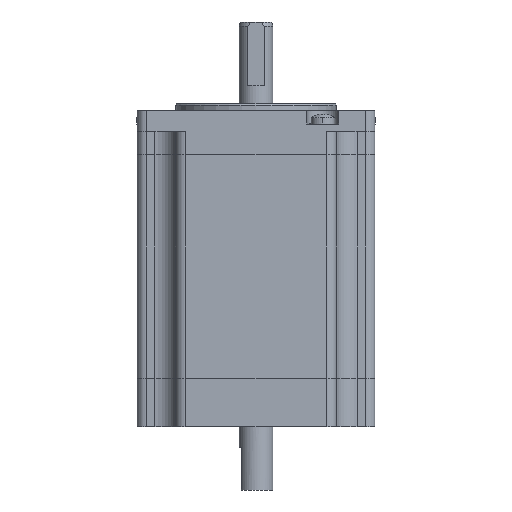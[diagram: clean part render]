
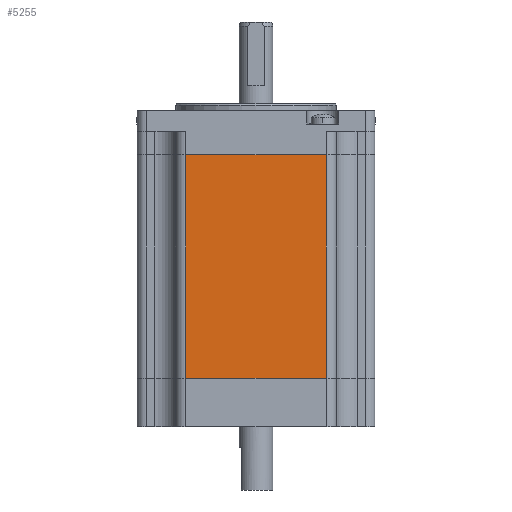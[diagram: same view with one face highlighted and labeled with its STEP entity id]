
A CAD part, front view. The second image highlights one B-rep face of the part: STEP entity #5255.
In plain terms, the highlighted planar face has unit normal (0, -1, 0).
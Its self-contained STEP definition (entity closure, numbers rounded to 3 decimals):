
#5255 = ADVANCED_FACE ( 'NONE', ( #26959 ), #16172, .T. ) ;
#8561 = VERTEX_POINT ( 'NONE', #42703 ) ;
#8562 = VERTEX_POINT ( 'NONE', #42704 ) ;
#8563 = VERTEX_POINT ( 'NONE', #42706 ) ;
#8564 = VERTEX_POINT ( 'NONE', #42708 ) ;
#9301 = EDGE_CURVE ( 'NONE', #8564, #8563, #42826, .T. ) ;
#9311 = EDGE_CURVE ( 'NONE', #8561, #8563, #42832, .T. ) ;
#9314 = EDGE_CURVE ( 'NONE', #8562, #8564, #42834, .T. ) ;
#9337 = EDGE_CURVE ( 'NONE', #8562, #8561, #42849, .T. ) ;
#16166 = CARTESIAN_POINT ( 'NONE',  ( -19., -28.2, 0. ) ) ;
#16172 = PLANE ( 'NONE',  #33022 ) ;
#16612 = DIRECTION ( 'NONE',  ( 0., -1., 0. ) ) ;
#16613 = DIRECTION ( 'NONE',  ( 0., 0., -1. ) ) ;
#24590 = EDGE_LOOP ( 'NONE', ( #36438, #35857, #36441, #35861 ) ) ;
#26959 = FACE_OUTER_BOUND ( 'NONE', #24590, .T. ) ;
#33022 = AXIS2_PLACEMENT_3D ( 'NONE', #16166, #16612, #16613 ) ;
#35857 = ORIENTED_EDGE ( 'NONE', *, *, #9301, .F. ) ;
#35861 = ORIENTED_EDGE ( 'NONE', *, *, #9337, .T. ) ;
#36438 = ORIENTED_EDGE ( 'NONE', *, *, #9311, .T. ) ;
#36441 = ORIENTED_EDGE ( 'NONE', *, *, #9314, .F. ) ;
#40063 = VECTOR ( 'NONE', #44608, 1000. ) ;
#40072 = VECTOR ( 'NONE', #44644, 1000. ) ;
#40074 = VECTOR ( 'NONE', #44655, 1000. ) ;
#40098 = VECTOR ( 'NONE', #44719, 1000. ) ;
#42703 = CARTESIAN_POINT ( 'NONE',  ( -16.7, -28.2, 0. ) ) ;
#42704 = CARTESIAN_POINT ( 'NONE',  ( -16.7, -28.2, 53. ) ) ;
#42706 = CARTESIAN_POINT ( 'NONE',  ( 16.7, -28.2, 0. ) ) ;
#42708 = CARTESIAN_POINT ( 'NONE',  ( 16.7, -28.2, 53. ) ) ;
#42826 = LINE ( 'NONE', #44607, #40063 ) ;
#42832 = LINE ( 'NONE', #44643, #40072 ) ;
#42834 = LINE ( 'NONE', #44654, #40074 ) ;
#42849 = LINE ( 'NONE', #44718, #40098 ) ;
#44607 = CARTESIAN_POINT ( 'NONE',  ( 16.7, -28.2, 122.091 ) ) ;
#44608 = DIRECTION ( 'NONE',  ( 0., 0., -1. ) ) ;
#44643 = CARTESIAN_POINT ( 'NONE',  ( 0., -28.2, 0. ) ) ;
#44644 = DIRECTION ( 'NONE',  ( 1., 0., 0. ) ) ;
#44654 = CARTESIAN_POINT ( 'NONE',  ( 0., -28.2, 53. ) ) ;
#44655 = DIRECTION ( 'NONE',  ( 1., 0., 0. ) ) ;
#44718 = CARTESIAN_POINT ( 'NONE',  ( -16.7, -28.2, 0. ) ) ;
#44719 = DIRECTION ( 'NONE',  ( 0., 0., -1. ) ) ;
